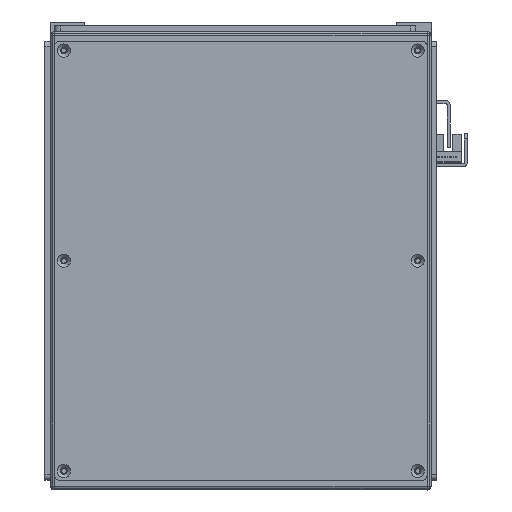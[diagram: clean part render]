
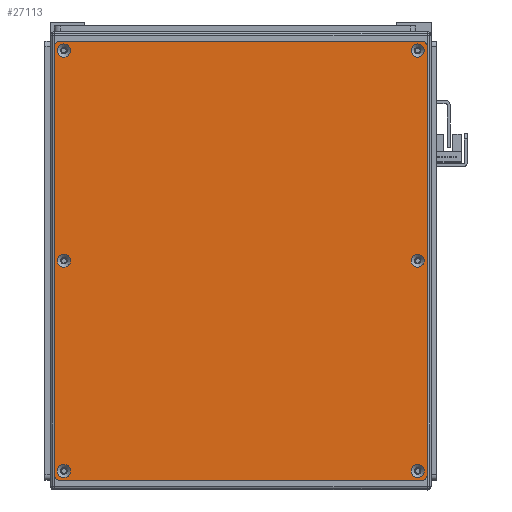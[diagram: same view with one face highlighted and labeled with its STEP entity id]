
A CAD part, front view. The second image highlights one B-rep face of the part: STEP entity #27113.
In plain terms, the highlighted planar face has unit normal (0, -1, 0).
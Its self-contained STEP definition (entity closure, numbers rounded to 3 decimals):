
#742=FACE_BOUND('',#6610,.T.);
#743=FACE_BOUND('',#6611,.T.);
#744=FACE_BOUND('',#6612,.T.);
#745=FACE_BOUND('',#6613,.T.);
#746=FACE_BOUND('',#6614,.T.);
#747=FACE_BOUND('',#6615,.T.);
#2729=CIRCLE('',#30087,3.45);
#2732=CIRCLE('',#30092,3.45);
#2735=CIRCLE('',#30097,3.45);
#2738=CIRCLE('',#30102,3.45);
#2741=CIRCLE('',#30107,3.45);
#2744=CIRCLE('',#30112,3.45);
#2747=CIRCLE('',#30117,3.);
#2749=CIRCLE('',#30120,3.);
#2750=CIRCLE('',#30121,3.);
#2751=CIRCLE('',#30122,3.);
#4831=FACE_OUTER_BOUND('',#6609,.T.);
#6609=EDGE_LOOP('',(#24884,#24885,#24886,#24887,#24888,#24889,#24890,#24891));
#6610=EDGE_LOOP('',(#24892));
#6611=EDGE_LOOP('',(#24893));
#6612=EDGE_LOOP('',(#24894));
#6613=EDGE_LOOP('',(#24895));
#6614=EDGE_LOOP('',(#24896));
#6615=EDGE_LOOP('',(#24897));
#8931=LINE('',#47069,#11238);
#8932=LINE('',#47073,#11239);
#8933=LINE('',#47077,#11240);
#8934=LINE('',#47080,#11241);
#11238=VECTOR('',#37742,10.);
#11239=VECTOR('',#37745,10.);
#11240=VECTOR('',#37748,10.);
#11241=VECTOR('',#37751,10.);
#13727=VERTEX_POINT('',#46999);
#13730=VERTEX_POINT('',#47009);
#13733=VERTEX_POINT('',#47019);
#13736=VERTEX_POINT('',#47029);
#13739=VERTEX_POINT('',#47039);
#13742=VERTEX_POINT('',#47049);
#13745=VERTEX_POINT('',#47059);
#13746=VERTEX_POINT('',#47060);
#13749=VERTEX_POINT('',#47068);
#13750=VERTEX_POINT('',#47070);
#13751=VERTEX_POINT('',#47072);
#13752=VERTEX_POINT('',#47074);
#13753=VERTEX_POINT('',#47076);
#13754=VERTEX_POINT('',#47078);
#17442=EDGE_CURVE('',#13727,#13727,#2729,.T.);
#17447=EDGE_CURVE('',#13730,#13730,#2732,.T.);
#17452=EDGE_CURVE('',#13733,#13733,#2735,.T.);
#17457=EDGE_CURVE('',#13736,#13736,#2738,.T.);
#17462=EDGE_CURVE('',#13739,#13739,#2741,.T.);
#17467=EDGE_CURVE('',#13742,#13742,#2744,.T.);
#17472=EDGE_CURVE('',#13745,#13746,#2747,.T.);
#17476=EDGE_CURVE('',#13745,#13749,#8931,.T.);
#17477=EDGE_CURVE('',#13750,#13749,#2749,.T.);
#17478=EDGE_CURVE('',#13750,#13751,#8932,.T.);
#17479=EDGE_CURVE('',#13752,#13751,#2750,.T.);
#17480=EDGE_CURVE('',#13752,#13753,#8933,.T.);
#17481=EDGE_CURVE('',#13754,#13753,#2751,.T.);
#17482=EDGE_CURVE('',#13754,#13746,#8934,.T.);
#24884=ORIENTED_EDGE('',*,*,#17472,.F.);
#24885=ORIENTED_EDGE('',*,*,#17476,.T.);
#24886=ORIENTED_EDGE('',*,*,#17477,.F.);
#24887=ORIENTED_EDGE('',*,*,#17478,.T.);
#24888=ORIENTED_EDGE('',*,*,#17479,.F.);
#24889=ORIENTED_EDGE('',*,*,#17480,.T.);
#24890=ORIENTED_EDGE('',*,*,#17481,.F.);
#24891=ORIENTED_EDGE('',*,*,#17482,.T.);
#24892=ORIENTED_EDGE('',*,*,#17442,.T.);
#24893=ORIENTED_EDGE('',*,*,#17447,.T.);
#24894=ORIENTED_EDGE('',*,*,#17452,.T.);
#24895=ORIENTED_EDGE('',*,*,#17457,.T.);
#24896=ORIENTED_EDGE('',*,*,#17462,.T.);
#24897=ORIENTED_EDGE('',*,*,#17467,.T.);
#25756=PLANE('',#30119);
#27113=ADVANCED_FACE('',(#4831,#742,#743,#744,#745,#746,#747),#25756,.T.);
#30087=AXIS2_PLACEMENT_3D('',#47000,#37662,#37663);
#30092=AXIS2_PLACEMENT_3D('',#47010,#37674,#37675);
#30097=AXIS2_PLACEMENT_3D('',#47020,#37686,#37687);
#30102=AXIS2_PLACEMENT_3D('',#47030,#37698,#37699);
#30107=AXIS2_PLACEMENT_3D('',#47040,#37710,#37711);
#30112=AXIS2_PLACEMENT_3D('',#47050,#37722,#37723);
#30117=AXIS2_PLACEMENT_3D('',#47061,#37734,#37735);
#30119=AXIS2_PLACEMENT_3D('',#47067,#37740,#37741);
#30120=AXIS2_PLACEMENT_3D('',#47071,#37743,#37744);
#30121=AXIS2_PLACEMENT_3D('',#47075,#37746,#37747);
#30122=AXIS2_PLACEMENT_3D('',#47079,#37749,#37750);
#37662=DIRECTION('center_axis',(0.,1.,0.));
#37663=DIRECTION('ref_axis',(1.,0.,0.));
#37674=DIRECTION('center_axis',(0.,1.,0.));
#37675=DIRECTION('ref_axis',(1.,0.,0.));
#37686=DIRECTION('center_axis',(0.,1.,0.));
#37687=DIRECTION('ref_axis',(1.,0.,0.));
#37698=DIRECTION('center_axis',(0.,1.,0.));
#37699=DIRECTION('ref_axis',(1.,0.,0.));
#37710=DIRECTION('center_axis',(0.,1.,0.));
#37711=DIRECTION('ref_axis',(1.,0.,0.));
#37722=DIRECTION('center_axis',(0.,1.,0.));
#37723=DIRECTION('ref_axis',(1.,0.,0.));
#37734=DIRECTION('center_axis',(0.,1.,0.));
#37735=DIRECTION('ref_axis',(-0.707,0.,0.707));
#37740=DIRECTION('center_axis',(0.,-1.,0.));
#37741=DIRECTION('ref_axis',(0.,0.,-1.));
#37742=DIRECTION('',(0.,0.,-1.));
#37743=DIRECTION('center_axis',(0.,1.,0.));
#37744=DIRECTION('ref_axis',(-0.707,0.,-0.707));
#37745=DIRECTION('',(1.,0.,0.));
#37746=DIRECTION('center_axis',(0.,1.,0.));
#37747=DIRECTION('ref_axis',(0.707,0.,-0.707));
#37748=DIRECTION('',(0.,0.,1.));
#37749=DIRECTION('center_axis',(0.,1.,0.));
#37750=DIRECTION('ref_axis',(0.707,0.,0.707));
#37751=DIRECTION('',(-1.,0.,0.));
#46999=CARTESIAN_POINT('',(107.05,-1.5,93.));
#47000=CARTESIAN_POINT('Origin',(110.5,-1.5,93.));
#47009=CARTESIAN_POINT('',(-3.45,-1.5,93.));
#47010=CARTESIAN_POINT('Origin',(0.,-1.5,93.));
#47019=CARTESIAN_POINT('',(-113.95,-1.5,93.));
#47020=CARTESIAN_POINT('Origin',(-110.5,-1.5,93.));
#47029=CARTESIAN_POINT('',(-113.95,-1.5,-93.));
#47030=CARTESIAN_POINT('Origin',(-110.5,-1.5,-93.));
#47039=CARTESIAN_POINT('',(-3.45,-1.5,-93.));
#47040=CARTESIAN_POINT('Origin',(0.,-1.5,-93.));
#47049=CARTESIAN_POINT('',(107.05,-1.5,-93.));
#47050=CARTESIAN_POINT('Origin',(110.5,-1.5,-93.));
#47059=CARTESIAN_POINT('',(-115.5,-1.5,95.));
#47060=CARTESIAN_POINT('',(-112.5,-1.5,98.));
#47061=CARTESIAN_POINT('Origin',(-112.5,-1.5,95.));
#47067=CARTESIAN_POINT('Origin',(0.,-1.5,0.));
#47068=CARTESIAN_POINT('',(-115.5,-1.5,-95.));
#47069=CARTESIAN_POINT('',(-115.5,-1.5,98.));
#47070=CARTESIAN_POINT('',(-112.5,-1.5,-98.));
#47071=CARTESIAN_POINT('Origin',(-112.5,-1.5,-95.));
#47072=CARTESIAN_POINT('',(112.5,-1.5,-98.));
#47073=CARTESIAN_POINT('',(-115.5,-1.5,-98.));
#47074=CARTESIAN_POINT('',(115.5,-1.5,-95.));
#47075=CARTESIAN_POINT('Origin',(112.5,-1.5,-95.));
#47076=CARTESIAN_POINT('',(115.5,-1.5,95.));
#47077=CARTESIAN_POINT('',(115.5,-1.5,-98.));
#47078=CARTESIAN_POINT('',(112.5,-1.5,98.));
#47079=CARTESIAN_POINT('Origin',(112.5,-1.5,95.));
#47080=CARTESIAN_POINT('',(115.5,-1.5,98.));
